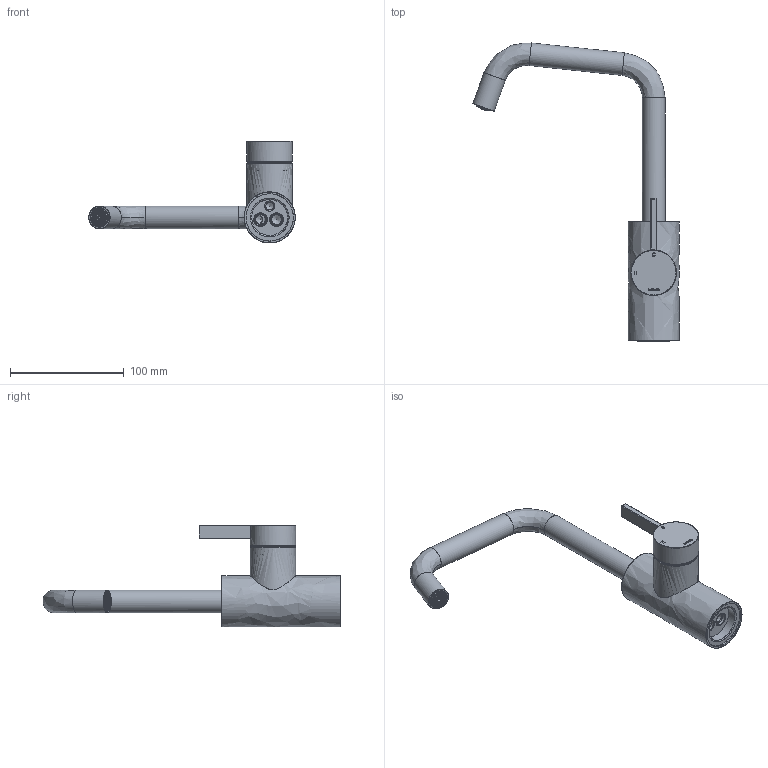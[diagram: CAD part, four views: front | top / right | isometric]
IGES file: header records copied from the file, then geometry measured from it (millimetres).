
Start section: C
Global section: file name: AF014.igs; native system: By Siemens PLM Incorporated; preprocessor: XPlus GENERIC/IGES 24.1.129; author: Author; organization: Title; date: 20230224.094502; units: millimetre
Bounding box: 181.87 x 262.49 x 89.8 mm (x, y, z)
Surface area: 84998.1 mm2 (no closed solid volume)
Topology: 0 solids, 0 shells, 2835 faces, 19925 edges, 19884 vertices
Faces by surface type: bspline 2835
